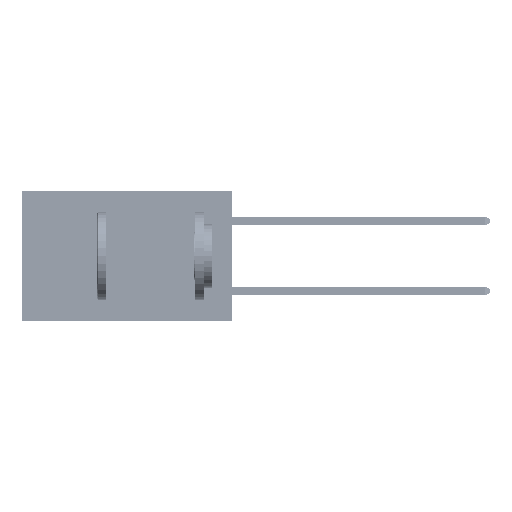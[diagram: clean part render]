
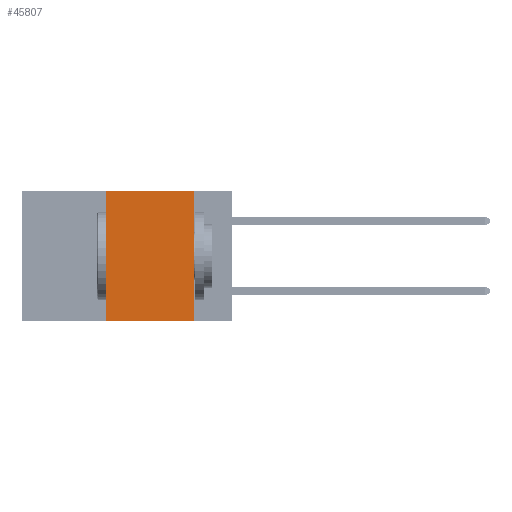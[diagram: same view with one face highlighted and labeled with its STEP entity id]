
A CAD part, left-side view. The second image highlights one B-rep face of the part: STEP entity #45807.
In plain terms, the highlighted planar face has unit normal (-1, 0, 0).
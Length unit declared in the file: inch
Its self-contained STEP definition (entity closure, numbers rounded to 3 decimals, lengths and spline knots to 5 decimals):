
#1113 = DIRECTION ( 'NONE',  ( 0., -1., 0. ) ) ;
#4471 = VECTOR ( 'NONE', #8836, 39.37008 ) ;
#4715 = CARTESIAN_POINT ( 'NONE',  ( 0., 0.11, 0. ) ) ;
#5257 = CARTESIAN_POINT ( 'NONE',  ( 0., 0.6, -0.37 ) ) ;
#6735 = CARTESIAN_POINT ( 'NONE',  ( 0., 0.36, 0. ) ) ;
#7562 = VERTEX_POINT ( 'NONE', #14766 ) ;
#7878 = CARTESIAN_POINT ( 'NONE',  ( 0., 0.6, 0. ) ) ;
#8627 = FACE_OUTER_BOUND ( 'NONE', #51680, .T. ) ;
#8836 = DIRECTION ( 'NONE',  ( 0., 0., -1. ) ) ;
#8948 = ORIENTED_EDGE ( 'NONE', *, *, #19803, .F. ) ;
#13684 = VERTEX_POINT ( 'NONE', #15547 ) ;
#13795 = VECTOR ( 'NONE', #51281, 39.37008 ) ;
#14766 = CARTESIAN_POINT ( 'NONE',  ( 0., 0.11, 0. ) ) ;
#15068 = LINE ( 'NONE', #6735, #13795 ) ;
#15547 = CARTESIAN_POINT ( 'NONE',  ( 0., 0.36, -0.37 ) ) ;
#15743 = PLANE ( 'NONE',  #47785 ) ;
#17329 = VERTEX_POINT ( 'NONE', #17657 ) ;
#17657 = CARTESIAN_POINT ( 'NONE',  ( 0., 0.11, -0.37 ) ) ;
#18955 = LINE ( 'NONE', #5257, #28536 ) ;
#19803 = EDGE_CURVE ( 'NONE', #20414, #7562, #39536, .T. ) ;
#20414 = VERTEX_POINT ( 'NONE', #27859 ) ;
#24016 = CARTESIAN_POINT ( 'NONE',  ( 0., 0.6, 0. ) ) ;
#27777 = EDGE_CURVE ( 'NONE', #13684, #17329, #18955, .T. ) ;
#27859 = CARTESIAN_POINT ( 'NONE',  ( 0., 0.36, 0. ) ) ;
#28127 = DIRECTION ( 'NONE',  ( 0., 0., -1. ) ) ;
#28536 = VECTOR ( 'NONE', #1113, 39.37008 ) ;
#28783 = VECTOR ( 'NONE', #40429, 39.37008 ) ;
#33310 = ORIENTED_EDGE ( 'NONE', *, *, #50246, .F. ) ;
#39536 = LINE ( 'NONE', #7878, #28783 ) ;
#40429 = DIRECTION ( 'NONE',  ( 0., -1., 0. ) ) ;
#42107 = EDGE_CURVE ( 'NONE', #7562, #17329, #47722, .T. ) ;
#45807 = ADVANCED_FACE ( 'NONE', ( #8627 ), #15743, .F. ) ;
#46404 = ORIENTED_EDGE ( 'NONE', *, *, #42107, .F. ) ;
#47722 = LINE ( 'NONE', #4715, #4471 ) ;
#47785 = AXIS2_PLACEMENT_3D ( 'NONE', #24016, #52222, #28127 ) ;
#50246 = EDGE_CURVE ( 'NONE', #13684, #20414, #15068, .T. ) ;
#51281 = DIRECTION ( 'NONE',  ( 0., 0., 1. ) ) ;
#51590 = ORIENTED_EDGE ( 'NONE', *, *, #27777, .T. ) ;
#51680 = EDGE_LOOP ( 'NONE', ( #46404, #8948, #33310, #51590 ) ) ;
#52222 = DIRECTION ( 'NONE',  ( 1., 0., 0. ) ) ;
